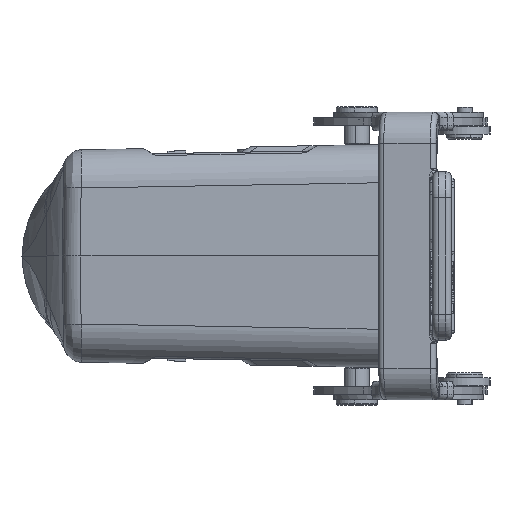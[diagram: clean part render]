
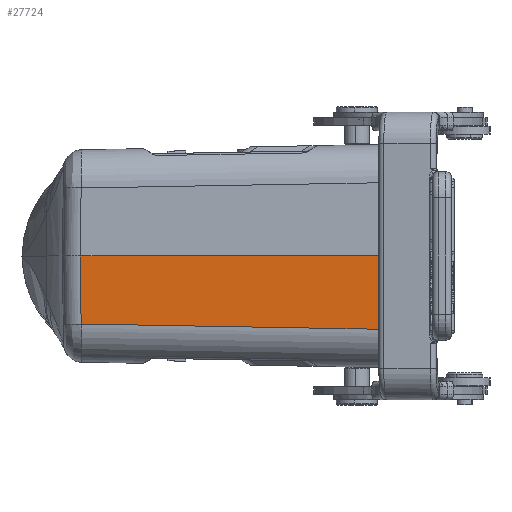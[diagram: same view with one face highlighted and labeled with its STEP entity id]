
A CAD part, left-side view. The second image highlights one B-rep face of the part: STEP entity #27724.
In plain terms, the highlighted planar face has unit normal (-1, 0.018, -0.017).
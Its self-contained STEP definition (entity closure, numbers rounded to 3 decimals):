
#253=CARTESIAN_POINT('',(-59.748,70.308,-14.127));
#279=CARTESIAN_POINT('',(-58.753,128.333,-13.114));
#1137=DIRECTION('',(-0.017,0.,1.));
#1138=VECTOR('',#1137,14.129);
#1139=CARTESIAN_POINT('',(-59.748,70.308,
-14.127));
#1140=LINE('',#1139,#1138);
#1141=DIRECTION('',(0.017,1.,0.017));
#1142=VECTOR('',#1141,58.042);
#1143=CARTESIAN_POINT('',(-59.748,70.308,
-14.127));
#1144=LINE('',#1143,#1142);
#1145=DIRECTION('',(-0.017,0.017,1.));
#1146=VECTOR('',#1145,13.118);
#1147=CARTESIAN_POINT('',(-58.753,128.333,
-13.114));
#1148=LINE('',#1147,#1146);
#1149=DIRECTION('',(0.017,1.,0.));
#1150=VECTOR('',#1149,58.26);
#1151=CARTESIAN_POINT('',(-59.995,70.31,
0.));
#1152=LINE('',#1151,#1150);
#21029=VERTEX_POINT('',#253);
#21035=VERTEX_POINT('',#279);
#21180=CARTESIAN_POINT('',(-59.995,70.31,
0.));
#21181=VERTEX_POINT('',#21180);
#21182=CARTESIAN_POINT('',(-58.978,128.562,
0.));
#21183=VERTEX_POINT('',#21182);
#27711=CARTESIAN_POINT('',(-60.049,70.,2.835));
#27712=DIRECTION('',(-1.,0.017,-0.017));
#27713=DIRECTION('',(0.017,1.,0.));
#27714=AXIS2_PLACEMENT_3D('',#27711,#27712,#27713);
#27715=PLANE('',#27714);
#27717=ORIENTED_EDGE('',*,*,#27716,.F.);
#27718=ORIENTED_EDGE('',*,*,#27704,.F.);
#27719=ORIENTED_EDGE('',*,*,#26379,.T.);
#27721=ORIENTED_EDGE('',*,*,#27720,.T.);
#27722=EDGE_LOOP('',(#27717,#27718,#27719,#27721));
#27723=FACE_OUTER_BOUND('',#27722,.F.);
#27724=ADVANCED_FACE('',(#27723),#27715,.T.);
#26379=EDGE_CURVE('',#21029,#21035,#1144,.T.);
#27704=EDGE_CURVE('',#21029,#21181,#1140,.T.);
#27716=EDGE_CURVE('',#21181,#21183,#1152,.T.);
#27720=EDGE_CURVE('',#21035,#21183,#1148,.T.);
